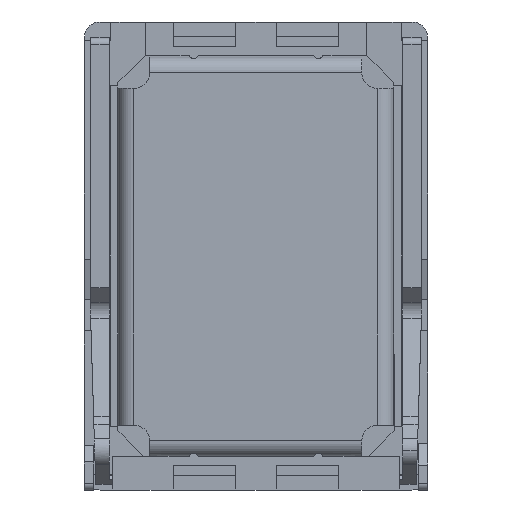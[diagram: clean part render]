
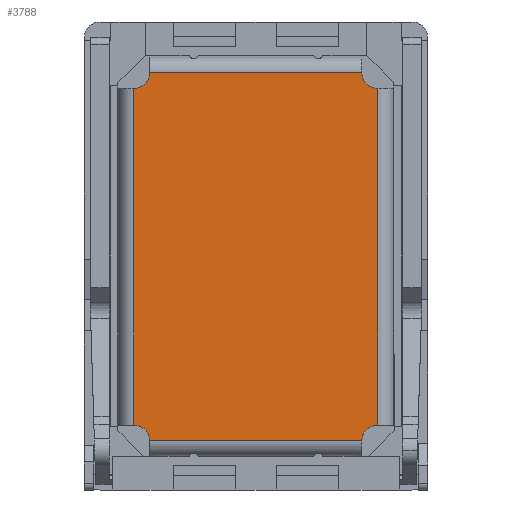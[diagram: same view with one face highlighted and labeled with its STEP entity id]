
A CAD part, front view. The second image highlights one B-rep face of the part: STEP entity #3788.
In plain terms, the highlighted planar face has unit normal (0, -1, 0).
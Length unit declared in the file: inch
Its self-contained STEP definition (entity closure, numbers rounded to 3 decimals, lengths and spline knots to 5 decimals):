
#70 = CIRCLE ( 'NONE', #1865, 0.01969 ) ;
#99 = ORIENTED_EDGE ( 'NONE', *, *, #8010, .T. ) ;
#115 = CARTESIAN_POINT ( 'NONE',  ( 0.36975, -0.1378, -0.08366 ) ) ;
#180 = EDGE_CURVE ( 'NONE', #8113, #1361, #7400, .T. ) ;
#459 = CARTESIAN_POINT ( 'NONE',  ( 0.06266, -0.1378, -0.06398 ) ) ;
#521 = DIRECTION ( 'NONE',  ( 0., 0., 1. ) ) ;
#557 = VECTOR ( 'NONE', #6088, 39.37008 ) ;
#611 = FACE_OUTER_BOUND ( 'NONE', #2689, .T. ) ;
#651 = EDGE_CURVE ( 'NONE', #4251, #3536, #1072, .T. ) ;
#793 = AXIS2_PLACEMENT_3D ( 'NONE', #5738, #3046, #8432 ) ;
#877 = DIRECTION ( 'NONE',  ( -1., 0., 0. ) ) ;
#883 = EDGE_CURVE ( 'NONE', #2781, #2126, #1803, .T. ) ;
#1072 = LINE ( 'NONE', #2401, #2338 ) ;
#1224 = PLANE ( 'NONE',  #3189 ) ;
#1256 = EDGE_CURVE ( 'NONE', #3536, #3622, #4422, .T. ) ;
#1296 = EDGE_CURVE ( 'NONE', #3406, #1361, #7389, .T. ) ;
#1305 = EDGE_CURVE ( 'NONE', #3406, #5454, #5300, .T. ) ;
#1306 = ORIENTED_EDGE ( 'NONE', *, *, #7660, .T. ) ;
#1361 = VERTEX_POINT ( 'NONE', #5942 ) ;
#1391 = DIRECTION ( 'NONE',  ( 0., 0., -1. ) ) ;
#1697 = ORIENTED_EDGE ( 'NONE', *, *, #180, .F. ) ;
#1803 = CIRCLE ( 'NONE', #2918, 0.01969 ) ;
#1865 = AXIS2_PLACEMENT_3D ( 'NONE', #2045, #6691, #1391 ) ;
#1921 = CARTESIAN_POINT ( 'NONE',  ( 0.06201, -0.1378, -0.08366 ) ) ;
#2045 = CARTESIAN_POINT ( 'NONE',  ( 0.06266, -0.1378, -0.52854 ) ) ;
#2126 = VERTEX_POINT ( 'NONE', #4172 ) ;
#2188 = DIRECTION ( 'NONE',  ( 0., 0., -1. ) ) ;
#2305 = DIRECTION ( 'NONE',  ( 0., 1., 0. ) ) ;
#2338 = VECTOR ( 'NONE', #5113, 39.37008 ) ;
#2401 = CARTESIAN_POINT ( 'NONE',  ( -7.43679, -0.1378, -0.50886 ) ) ;
#2559 = CIRCLE ( 'NONE', #7437, 0.01969 ) ;
#2689 = EDGE_LOOP ( 'NONE', ( #2832, #1306, #8408, #7180, #1697, #7802, #6003, #99, #2706, #8309, #7985, #5102 ) ) ;
#2706 = ORIENTED_EDGE ( 'NONE', *, *, #651, .T. ) ;
#2717 = VECTOR ( 'NONE', #7956, 39.37008 ) ;
#2720 = CARTESIAN_POINT ( 'NONE',  ( 0.08235, -0.1378, -0.52854 ) ) ;
#2781 = VERTEX_POINT ( 'NONE', #115 ) ;
#2832 = ORIENTED_EDGE ( 'NONE', *, *, #6119, .T. ) ;
#2918 = AXIS2_PLACEMENT_3D ( 'NONE', #7499, #2305, #2188 ) ;
#2920 = VERTEX_POINT ( 'NONE', #3305 ) ;
#3046 = DIRECTION ( 'NONE',  ( 0., 1., 0. ) ) ;
#3144 = DIRECTION ( 'NONE',  ( -1., 0., 0. ) ) ;
#3189 = AXIS2_PLACEMENT_3D ( 'NONE', #3473, #3306, #3396 ) ;
#3267 = VECTOR ( 'NONE', #7355, 39.37008 ) ;
#3291 = VECTOR ( 'NONE', #4075, 39.37008 ) ;
#3305 = CARTESIAN_POINT ( 'NONE',  ( 0.35007, -0.1378, -0.52854 ) ) ;
#3306 = DIRECTION ( 'NONE',  ( 0., -1., 0. ) ) ;
#3396 = DIRECTION ( 'NONE',  ( 0., 0., -1. ) ) ;
#3399 = CARTESIAN_POINT ( 'NONE',  ( -7.43679, -0.1378, -0.08366 ) ) ;
#3406 = VERTEX_POINT ( 'NONE', #1921 ) ;
#3434 = CARTESIAN_POINT ( 'NONE',  ( 0.06201, -0.1378, -8.16464 ) ) ;
#3448 = CARTESIAN_POINT ( 'NONE',  ( 0.37434, -0.1378, -0.50886 ) ) ;
#3473 = CARTESIAN_POINT ( 'NONE',  ( -7.43679, -0.1378, -8.16464 ) ) ;
#3536 = VERTEX_POINT ( 'NONE', #4216 ) ;
#3622 = VERTEX_POINT ( 'NONE', #7567 ) ;
#3788 = ADVANCED_FACE ( 'NONE', ( #611 ), #1224, .T. ) ;
#4075 = DIRECTION ( 'NONE',  ( 0., 0., -1. ) ) ;
#4172 = CARTESIAN_POINT ( 'NONE',  ( 0.35007, -0.1378, -0.06398 ) ) ;
#4216 = CARTESIAN_POINT ( 'NONE',  ( 0.37041, -0.1378, -0.50886 ) ) ;
#4251 = VERTEX_POINT ( 'NONE', #4598 ) ;
#4405 = CARTESIAN_POINT ( 'NONE',  ( -7.43679, -0.1378, -0.52854 ) ) ;
#4422 = LINE ( 'NONE', #4468, #6452 ) ;
#4468 = CARTESIAN_POINT ( 'NONE',  ( 0.37041, -0.1378, -8.16464 ) ) ;
#4481 = EDGE_CURVE ( 'NONE', #2920, #5186, #5061, .T. ) ;
#4490 = VECTOR ( 'NONE', #877, 39.37008 ) ;
#4598 = CARTESIAN_POINT ( 'NONE',  ( 0.36975, -0.1378, -0.50886 ) ) ;
#4743 = LINE ( 'NONE', #3399, #3267 ) ;
#4842 = VERTEX_POINT ( 'NONE', #5828 ) ;
#5061 = LINE ( 'NONE', #4405, #5435 ) ;
#5065 = DIRECTION ( 'NONE',  ( 0., 1., 0. ) ) ;
#5102 = ORIENTED_EDGE ( 'NONE', *, *, #883, .T. ) ;
#5113 = DIRECTION ( 'NONE',  ( 1., 0., 0. ) ) ;
#5186 = VERTEX_POINT ( 'NONE', #2720 ) ;
#5300 = LINE ( 'NONE', #8043, #2717 ) ;
#5317 = CARTESIAN_POINT ( 'NONE',  ( 0.06266, -0.1378, -0.50886 ) ) ;
#5435 = VECTOR ( 'NONE', #3144, 39.37008 ) ;
#5454 = VERTEX_POINT ( 'NONE', #7813 ) ;
#5479 = LINE ( 'NONE', #6818, #4490 ) ;
#5738 = CARTESIAN_POINT ( 'NONE',  ( 0.36975, -0.1378, -0.52854 ) ) ;
#5754 = DIRECTION ( 'NONE',  ( 0., 0., -1. ) ) ;
#5828 = CARTESIAN_POINT ( 'NONE',  ( 0.08235, -0.1378, -0.06398 ) ) ;
#5942 = CARTESIAN_POINT ( 'NONE',  ( 0.06201, -0.1378, -0.50886 ) ) ;
#6003 = ORIENTED_EDGE ( 'NONE', *, *, #4481, .F. ) ;
#6088 = DIRECTION ( 'NONE',  ( -1., 0., 0. ) ) ;
#6119 = EDGE_CURVE ( 'NONE', #2126, #4842, #5479, .T. ) ;
#6452 = VECTOR ( 'NONE', #521, 39.37008 ) ;
#6691 = DIRECTION ( 'NONE',  ( 0., 1., 0. ) ) ;
#6818 = CARTESIAN_POINT ( 'NONE',  ( -7.43679, -0.1378, -0.06398 ) ) ;
#7180 = ORIENTED_EDGE ( 'NONE', *, *, #1296, .T. ) ;
#7219 = EDGE_CURVE ( 'NONE', #3622, #2781, #4743, .T. ) ;
#7266 = EDGE_CURVE ( 'NONE', #8113, #5186, #70, .T. ) ;
#7355 = DIRECTION ( 'NONE',  ( -1., 0., 0. ) ) ;
#7389 = LINE ( 'NONE', #3434, #3291 ) ;
#7400 = LINE ( 'NONE', #3448, #557 ) ;
#7437 = AXIS2_PLACEMENT_3D ( 'NONE', #459, #5065, #5754 ) ;
#7499 = CARTESIAN_POINT ( 'NONE',  ( 0.36975, -0.1378, -0.06398 ) ) ;
#7567 = CARTESIAN_POINT ( 'NONE',  ( 0.37041, -0.1378, -0.08366 ) ) ;
#7660 = EDGE_CURVE ( 'NONE', #4842, #5454, #2559, .T. ) ;
#7802 = ORIENTED_EDGE ( 'NONE', *, *, #7266, .T. ) ;
#7813 = CARTESIAN_POINT ( 'NONE',  ( 0.06266, -0.1378, -0.08366 ) ) ;
#7956 = DIRECTION ( 'NONE',  ( 1., 0., 0. ) ) ;
#7985 = ORIENTED_EDGE ( 'NONE', *, *, #7219, .T. ) ;
#8010 = EDGE_CURVE ( 'NONE', #2920, #4251, #8546, .T. ) ;
#8043 = CARTESIAN_POINT ( 'NONE',  ( 0.39009, -0.1378, -0.08366 ) ) ;
#8113 = VERTEX_POINT ( 'NONE', #5317 ) ;
#8309 = ORIENTED_EDGE ( 'NONE', *, *, #1256, .T. ) ;
#8408 = ORIENTED_EDGE ( 'NONE', *, *, #1305, .F. ) ;
#8432 = DIRECTION ( 'NONE',  ( 0., 0., -1. ) ) ;
#8546 = CIRCLE ( 'NONE', #793, 0.01969 ) ;
